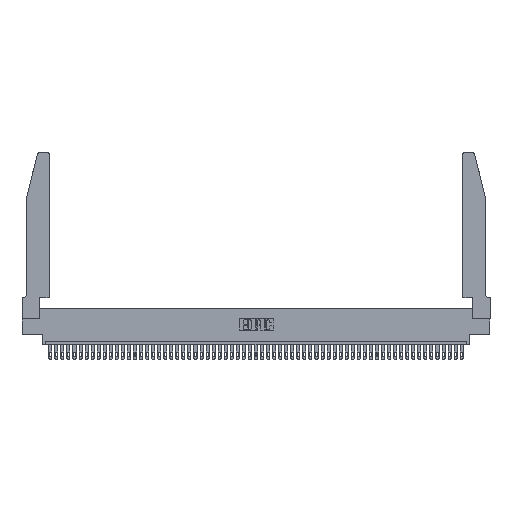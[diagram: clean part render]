
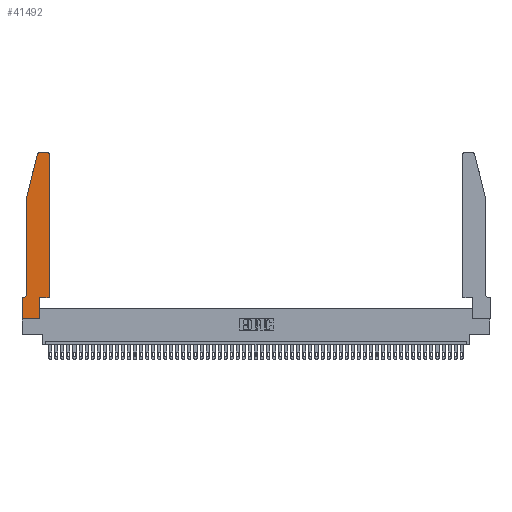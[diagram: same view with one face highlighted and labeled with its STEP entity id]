
A CAD part, top view. The second image highlights one B-rep face of the part: STEP entity #41492.
In plain terms, the highlighted planar face has unit normal (0, 0, 1).
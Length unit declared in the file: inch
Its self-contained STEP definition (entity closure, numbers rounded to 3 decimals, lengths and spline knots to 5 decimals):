
#512 = EDGE_CURVE ( 'NONE', #19413, #23096, #13668, .T. ) ;
#557 = AXIS2_PLACEMENT_3D ( 'NONE', #23540, #3292, #52194 ) ;
#1801 = CARTESIAN_POINT ( 'NONE',  ( 0.4205, 2.75, 0.37 ) ) ;
#1938 = ORIENTED_EDGE ( 'NONE', *, *, #24920, .T. ) ;
#2823 = DIRECTION ( 'NONE',  ( 1., 0., 0. ) ) ;
#3024 = EDGE_CURVE ( 'NONE', #9454, #46670, #21789, .T. ) ;
#3292 = DIRECTION ( 'NONE',  ( 0., 0., 1. ) ) ;
#3906 = LINE ( 'NONE', #19406, #43572 ) ;
#4532 = DIRECTION ( 'NONE',  ( -1., 0., 0. ) ) ;
#5675 = CARTESIAN_POINT ( 'NONE',  ( 0.284, 2.75, 0.37 ) ) ;
#5814 = CARTESIAN_POINT ( 'NONE',  ( 0.4505, 0.35, 0.37 ) ) ;
#6169 = LINE ( 'NONE', #5814, #48522 ) ;
#7942 = DIRECTION ( 'NONE',  ( 0., 1., 0. ) ) ;
#8426 = DIRECTION ( 'NONE',  ( -0.239, -0.971, 0. ) ) ;
#8440 = ORIENTED_EDGE ( 'NONE', *, *, #512, .T. ) ;
#9454 = VERTEX_POINT ( 'NONE', #51394 ) ;
#9795 = VERTEX_POINT ( 'NONE', #19378 ) ;
#10110 = EDGE_CURVE ( 'NONE', #28892, #19413, #18311, .T. ) ;
#10373 = DIRECTION ( 'NONE',  ( 0., 0., -1. ) ) ;
#11280 = EDGE_CURVE ( 'NONE', #25749, #28892, #16908, .T. ) ;
#12184 = VERTEX_POINT ( 'NONE', #16003 ) ;
#12230 = ORIENTED_EDGE ( 'NONE', *, *, #36181, .T. ) ;
#13668 = CIRCLE ( 'NONE', #31440, 0.03 ) ;
#13808 = VECTOR ( 'NONE', #30761, 39.37008 ) ;
#14057 = CARTESIAN_POINT ( 'NONE',  ( 0.4205, 2.72, 0.37 ) ) ;
#14541 = VECTOR ( 'NONE', #31631, 39.37008 ) ;
#16003 = CARTESIAN_POINT ( 'NONE',  ( 0.0055, 0.35, 0.37 ) ) ;
#16192 = CARTESIAN_POINT ( 'NONE',  ( 0.0755, 2., 0.37 ) ) ;
#16908 = CIRCLE ( 'NONE', #33448, 0.03 ) ;
#17377 = EDGE_CURVE ( 'NONE', #9795, #25749, #3906, .T. ) ;
#17404 = VERTEX_POINT ( 'NONE', #23530 ) ;
#18311 = LINE ( 'NONE', #26877, #51662 ) ;
#18535 = DIRECTION ( 'NONE',  ( 1., 0., 0. ) ) ;
#18826 = DIRECTION ( 'NONE',  ( -1., 0., 0. ) ) ;
#19378 = CARTESIAN_POINT ( 'NONE',  ( 0.4505, 0.35, 0.37 ) ) ;
#19406 = CARTESIAN_POINT ( 'NONE',  ( 0.4505, 0.35, 0.37 ) ) ;
#19413 = VERTEX_POINT ( 'NONE', #5675 ) ;
#19532 = VECTOR ( 'NONE', #8426, 39.37008 ) ;
#19594 = ORIENTED_EDGE ( 'NONE', *, *, #52874, .T. ) ;
#19824 = ORIENTED_EDGE ( 'NONE', *, *, #3024, .T. ) ;
#21127 = CARTESIAN_POINT ( 'NONE',  ( 0.0755, 0.35, 0.37 ) ) ;
#21789 = LINE ( 'NONE', #32496, #32812 ) ;
#22063 = ORIENTED_EDGE ( 'NONE', *, *, #30807, .T. ) ;
#22169 = CARTESIAN_POINT ( 'NONE',  ( 0.0055, 0.42, 0.37 ) ) ;
#22830 = CARTESIAN_POINT ( 'NONE',  ( 0.0755, 0.42, 0.37 ) ) ;
#22885 = LINE ( 'NONE', #36121, #14541 ) ;
#23096 = VERTEX_POINT ( 'NONE', #35703 ) ;
#23530 = CARTESIAN_POINT ( 'NONE',  ( 0.0755, 2., 0.37 ) ) ;
#23540 = CARTESIAN_POINT ( 'NONE',  ( 0., 0.35, 0.37 ) ) ;
#24172 = EDGE_LOOP ( 'NONE', ( #46380, #8440, #19594, #38198, #22063, #39555, #24279, #12230, #19824, #1938, #37254, #41907 ) ) ;
#24210 = VECTOR ( 'NONE', #4532, 39.37008 ) ;
#24279 = ORIENTED_EDGE ( 'NONE', *, *, #24771, .T. ) ;
#24470 = DIRECTION ( 'NONE',  ( 0., -1., 0. ) ) ;
#24771 = EDGE_CURVE ( 'NONE', #33150, #44977, #22885, .T. ) ;
#24920 = EDGE_CURVE ( 'NONE', #46670, #9795, #6169, .T. ) ;
#25749 = VERTEX_POINT ( 'NONE', #43249 ) ;
#26069 = VERTEX_POINT ( 'NONE', #22830 ) ;
#26386 = CARTESIAN_POINT ( 'NONE',  ( 0., 0.35, 0.37 ) ) ;
#26539 = LINE ( 'NONE', #28400, #19532 ) ;
#26877 = CARTESIAN_POINT ( 'NONE',  ( 0.2605, 2.75, 0.37 ) ) ;
#27277 = EDGE_CURVE ( 'NONE', #17404, #26069, #36091, .T. ) ;
#27793 = DIRECTION ( 'NONE',  ( 0., 0., 1. ) ) ;
#28063 = LINE ( 'NONE', #51127, #13808 ) ;
#28400 = CARTESIAN_POINT ( 'NONE',  ( 0.0755, 2., 0.37 ) ) ;
#28863 = AXIS2_PLACEMENT_3D ( 'NONE', #22169, #10373, #18826 ) ;
#28892 = VERTEX_POINT ( 'NONE', #1801 ) ;
#30761 = DIRECTION ( 'NONE',  ( 1., 0., 0. ) ) ;
#30807 = EDGE_CURVE ( 'NONE', #26069, #12184, #36895, .T. ) ;
#31440 = AXIS2_PLACEMENT_3D ( 'NONE', #47784, #27793, #2823 ) ;
#31631 = DIRECTION ( 'NONE',  ( 0., -1., 0. ) ) ;
#32496 = CARTESIAN_POINT ( 'NONE',  ( 0.2865, 0.35, 0.37 ) ) ;
#32812 = VECTOR ( 'NONE', #7942, 39.37008 ) ;
#33150 = VERTEX_POINT ( 'NONE', #26386 ) ;
#33448 = AXIS2_PLACEMENT_3D ( 'NONE', #14057, #35077, #38949 ) ;
#34714 = VECTOR ( 'NONE', #24470, 39.37008 ) ;
#35060 = LINE ( 'NONE', #21127, #24210 ) ;
#35077 = DIRECTION ( 'NONE',  ( 0., 0., 1. ) ) ;
#35703 = CARTESIAN_POINT ( 'NONE',  ( 0.25487, 2.72718, 0.37 ) ) ;
#36091 = LINE ( 'NONE', #16192, #34714 ) ;
#36121 = CARTESIAN_POINT ( 'NONE',  ( 0., 0., 0.37 ) ) ;
#36181 = EDGE_CURVE ( 'NONE', #44977, #9454, #28063, .T. ) ;
#36895 = CIRCLE ( 'NONE', #28863, 0.07 ) ;
#37254 = ORIENTED_EDGE ( 'NONE', *, *, #17377, .T. ) ;
#38198 = ORIENTED_EDGE ( 'NONE', *, *, #27277, .T. ) ;
#38949 = DIRECTION ( 'NONE',  ( 1., 0., 0. ) ) ;
#39555 = ORIENTED_EDGE ( 'NONE', *, *, #48891, .T. ) ;
#41492 = ADVANCED_FACE ( 'NONE', ( #44706 ), #48069, .T. ) ;
#41907 = ORIENTED_EDGE ( 'NONE', *, *, #11280, .T. ) ;
#43249 = CARTESIAN_POINT ( 'NONE',  ( 0.4505, 2.72, 0.37 ) ) ;
#43572 = VECTOR ( 'NONE', #52534, 39.37008 ) ;
#43644 = CARTESIAN_POINT ( 'NONE',  ( 0., 0., 0.37 ) ) ;
#44706 = FACE_OUTER_BOUND ( 'NONE', #24172, .T. ) ;
#44977 = VERTEX_POINT ( 'NONE', #43644 ) ;
#46255 = CARTESIAN_POINT ( 'NONE',  ( 0.2865, 0.35, 0.37 ) ) ;
#46380 = ORIENTED_EDGE ( 'NONE', *, *, #10110, .T. ) ;
#46670 = VERTEX_POINT ( 'NONE', #46255 ) ;
#47784 = CARTESIAN_POINT ( 'NONE',  ( 0.284, 2.72, 0.37 ) ) ;
#48069 = PLANE ( 'NONE',  #557 ) ;
#48522 = VECTOR ( 'NONE', #18535, 39.37008 ) ;
#48726 = DIRECTION ( 'NONE',  ( -1., 0., 0. ) ) ;
#48891 = EDGE_CURVE ( 'NONE', #12184, #33150, #35060, .T. ) ;
#51127 = CARTESIAN_POINT ( 'NONE',  ( 0., 0., 0.37 ) ) ;
#51394 = CARTESIAN_POINT ( 'NONE',  ( 0.2865, 0., 0.37 ) ) ;
#51662 = VECTOR ( 'NONE', #48726, 39.37008 ) ;
#52194 = DIRECTION ( 'NONE',  ( 1., 0., 0. ) ) ;
#52534 = DIRECTION ( 'NONE',  ( 0., 1., 0. ) ) ;
#52874 = EDGE_CURVE ( 'NONE', #23096, #17404, #26539, .T. ) ;
